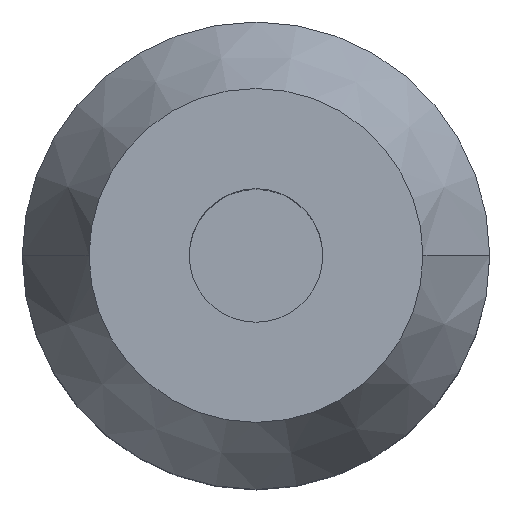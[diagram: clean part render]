
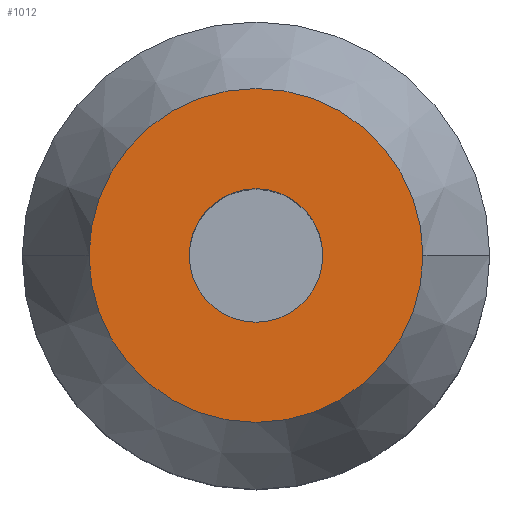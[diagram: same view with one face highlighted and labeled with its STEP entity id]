
A CAD part, top view. The second image highlights one B-rep face of the part: STEP entity #1012.
In plain terms, the highlighted planar face has unit normal (0, 0, 1).
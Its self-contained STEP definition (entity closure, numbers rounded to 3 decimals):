
#135 = CARTESIAN_POINT ( 'NONE',  ( 0., 12.5, 50. ) ) ;
#210 = ORIENTED_EDGE ( 'NONE', *, *, #3312, .T. ) ;
#287 = ORIENTED_EDGE ( 'NONE', *, *, #2071, .T. ) ;
#429 = CARTESIAN_POINT ( 'NONE',  ( 0., 0., 50. ) ) ;
#469 = CARTESIAN_POINT ( 'NONE',  ( -5., 0., 50. ) ) ;
#649 = CIRCLE ( 'NONE', #1407, 5. ) ;
#927 = CARTESIAN_POINT ( 'NONE',  ( 0., 0., 50. ) ) ;
#1012 = ADVANCED_FACE ( 'NONE', ( #2001, #1086 ), #2198, .T. ) ;
#1086 = FACE_OUTER_BOUND ( 'NONE', #2918, .T. ) ;
#1224 = VERTEX_POINT ( 'NONE', #2926 ) ;
#1407 = AXIS2_PLACEMENT_3D ( 'NONE', #429, #1807, #2846 ) ;
#1409 = EDGE_CURVE ( 'NONE', #1224, #2534, #3289, .T. ) ;
#1507 = DIRECTION ( 'NONE',  ( 1., 0., 0. ) ) ;
#1536 = AXIS2_PLACEMENT_3D ( 'NONE', #3278, #4316, #2913 ) ;
#1567 = VERTEX_POINT ( 'NONE', #469 ) ;
#1769 = CIRCLE ( 'NONE', #3507, 5. ) ;
#1807 = DIRECTION ( 'NONE',  ( 0., 0., -1. ) ) ;
#1884 = AXIS2_PLACEMENT_3D ( 'NONE', #4242, #3792, #2707 ) ;
#2001 = FACE_BOUND ( 'NONE', #4221, .T. ) ;
#2071 = EDGE_CURVE ( 'NONE', #1567, #3895, #649, .T. ) ;
#2198 = PLANE ( 'NONE',  #2674 ) ;
#2406 = ORIENTED_EDGE ( 'NONE', *, *, #3712, .F. ) ;
#2534 = VERTEX_POINT ( 'NONE', #3868 ) ;
#2664 = DIRECTION ( 'NONE',  ( -1., 0., 0. ) ) ;
#2674 = AXIS2_PLACEMENT_3D ( 'NONE', #135, #3219, #1507 ) ;
#2707 = DIRECTION ( 'NONE',  ( -1., 0., 0. ) ) ;
#2846 = DIRECTION ( 'NONE',  ( -1., 0., 0. ) ) ;
#2913 = DIRECTION ( 'NONE',  ( -1., 0., 0. ) ) ;
#2918 = EDGE_LOOP ( 'NONE', ( #4412, #2406 ) ) ;
#2926 = CARTESIAN_POINT ( 'NONE',  ( -12.5, 0., 50. ) ) ;
#2964 = CARTESIAN_POINT ( 'NONE',  ( 5., 0., 50. ) ) ;
#3219 = DIRECTION ( 'NONE',  ( 0., 0., 1. ) ) ;
#3278 = CARTESIAN_POINT ( 'NONE',  ( 0., 0., 50. ) ) ;
#3289 = CIRCLE ( 'NONE', #1536, 12.5 ) ;
#3312 = EDGE_CURVE ( 'NONE', #3895, #1567, #1769, .T. ) ;
#3330 = DIRECTION ( 'NONE',  ( 0., 0., -1. ) ) ;
#3497 = CIRCLE ( 'NONE', #1884, 12.5 ) ;
#3507 = AXIS2_PLACEMENT_3D ( 'NONE', #927, #3330, #2664 ) ;
#3712 = EDGE_CURVE ( 'NONE', #2534, #1224, #3497, .T. ) ;
#3792 = DIRECTION ( 'NONE',  ( 0., 0., -1. ) ) ;
#3868 = CARTESIAN_POINT ( 'NONE',  ( 12.5, 0., 50. ) ) ;
#3895 = VERTEX_POINT ( 'NONE', #2964 ) ;
#4221 = EDGE_LOOP ( 'NONE', ( #287, #210 ) ) ;
#4242 = CARTESIAN_POINT ( 'NONE',  ( 0., 0., 50. ) ) ;
#4316 = DIRECTION ( 'NONE',  ( 0., 0., -1. ) ) ;
#4412 = ORIENTED_EDGE ( 'NONE', *, *, #1409, .F. ) ;
